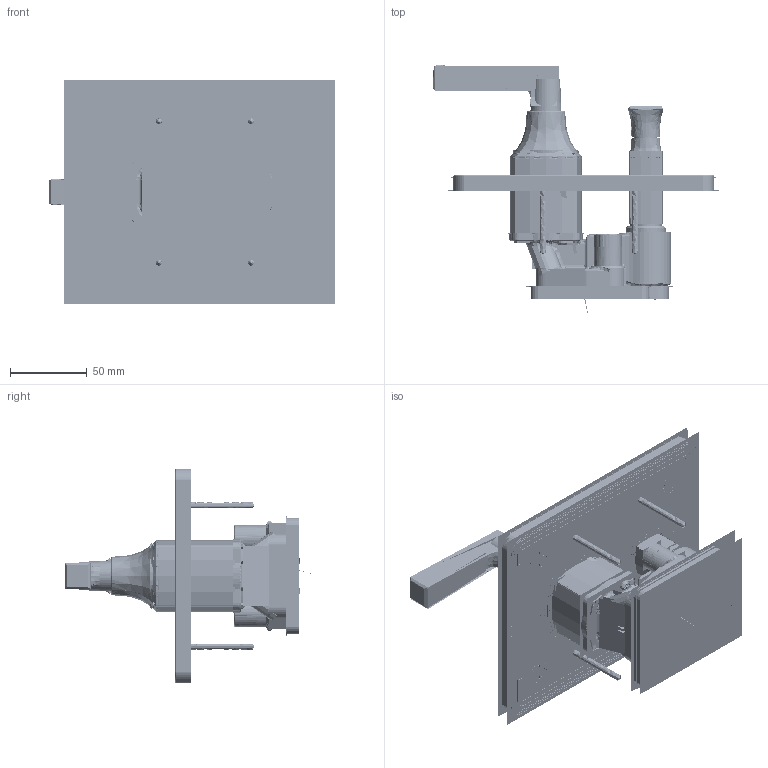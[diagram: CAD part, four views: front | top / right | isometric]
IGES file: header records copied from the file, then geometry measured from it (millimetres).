
Start section:  PTC IGES file: 3D_FFAS1621-608500ZC0_D0.igs
Global section: file name: 3D_FFAS1621-608500ZC0_D0.igs; native system: Creo Parametric by PTC Inc.; preprocessor: 2019224; author: 10114256; organization: Unknown; date: 20210311.145302; units: millimetre
Bounding box: 186.67 x 166.12 x 145.6 mm (x, y, z)
Surface area: 3128770.7 mm2 (no closed solid volume)
Topology: 0 solids, 0 shells, 7003 faces, 117329 edges, 154731 vertices
Faces by surface type: revolution 4317, bspline 2662, extrusion 24
